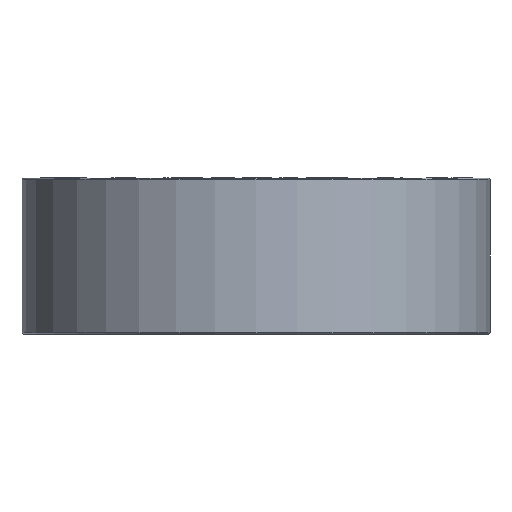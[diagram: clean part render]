
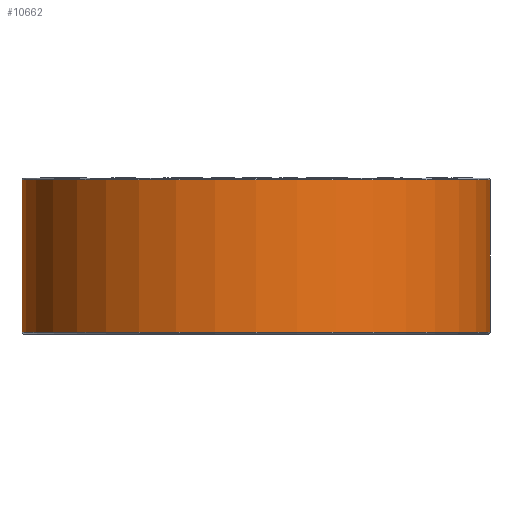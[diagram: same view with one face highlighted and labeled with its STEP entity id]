
A CAD part, front view. The second image highlights one B-rep face of the part: STEP entity #10662.
In plain terms, the highlighted cylindrical face has radius 38.1 mm (diameter 76.2 mm), a full revolution.
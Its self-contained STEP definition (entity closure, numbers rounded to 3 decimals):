
#876 = CYLINDRICAL_SURFACE ( 'NONE', #9578, 38.1 ) ;
#1040 = EDGE_LOOP ( 'NONE', ( #10101 ) ) ;
#1271 = AXIS2_PLACEMENT_3D ( 'NONE', #5549, #13064, #6676 ) ;
#1332 = DIRECTION ( 'NONE',  ( 0., 0., -1. ) ) ;
#1607 = DIRECTION ( 'NONE',  ( 0., 0., -1. ) ) ;
#5054 = VERTEX_POINT ( 'NONE', #6617 ) ;
#5076 = EDGE_CURVE ( 'NONE', #8040, #8040, #5132, .T. ) ;
#5096 = CARTESIAN_POINT ( 'NONE',  ( 29.611, 44.481, 80.058 ) ) ;
#5132 = CIRCLE ( 'NONE', #1271, 38.1 ) ;
#5133 = EDGE_CURVE ( 'NONE', #5054, #5054, #11109, .T. ) ;
#5397 = FACE_OUTER_BOUND ( 'NONE', #1040, .T. ) ;
#5549 = CARTESIAN_POINT ( 'NONE',  ( 29.611, 44.481, 54.912 ) ) ;
#6617 = CARTESIAN_POINT ( 'NONE',  ( 67.711, 44.481, 79.804 ) ) ;
#6676 = DIRECTION ( 'NONE',  ( 1., 0., 0. ) ) ;
#7223 = ORIENTED_EDGE ( 'NONE', *, *, #5076, .T. ) ;
#7441 = DIRECTION ( 'NONE',  ( -1., 0., 0. ) ) ;
#8040 = VERTEX_POINT ( 'NONE', #13004 ) ;
#8176 = CARTESIAN_POINT ( 'NONE',  ( 29.611, 44.481, 79.804 ) ) ;
#8615 = EDGE_LOOP ( 'NONE', ( #7223 ) ) ;
#9277 = DIRECTION ( 'NONE',  ( 1., 0., 0. ) ) ;
#9578 = AXIS2_PLACEMENT_3D ( 'NONE', #5096, #1607, #7441 ) ;
#10101 = ORIENTED_EDGE ( 'NONE', *, *, #5133, .T. ) ;
#10662 = ADVANCED_FACE ( 'NONE', ( #13635, #5397 ), #876, .T. ) ;
#11109 = CIRCLE ( 'NONE', #12435, 38.1 ) ;
#12435 = AXIS2_PLACEMENT_3D ( 'NONE', #8176, #1332, #9277 ) ;
#13004 = CARTESIAN_POINT ( 'NONE',  ( 67.711, 44.481, 54.912 ) ) ;
#13064 = DIRECTION ( 'NONE',  ( 0., 0., 1. ) ) ;
#13635 = FACE_OUTER_BOUND ( 'NONE', #8615, .T. ) ;
